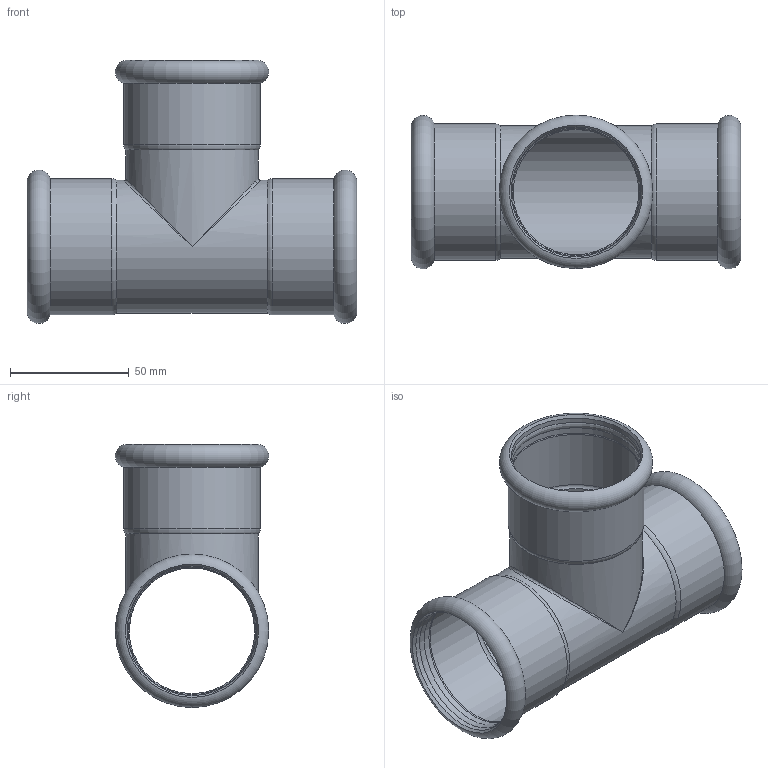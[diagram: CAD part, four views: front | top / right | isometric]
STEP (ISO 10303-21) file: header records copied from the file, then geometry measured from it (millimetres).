
FILE_DESCRIPTION(/* description */ ('TEE NORMALE De54'),/* implementation_level */ '2;1');
FILE_NAME(/* name */ '182054000_Inoxpres.stp',/* time_stamp */ '2022-10-11T09:53:58+02:00',/* author */ ('Vault'),/* organization */ ('Raccorderie metalliche s.p.a. '),/* preprocessor_version */ 'ST-DEVELOPER v18.1',/* originating_system */ 'Autodesk Inventor 2020',/* authorisation */ 'Raccorderie metalliche s.p.a. ');
FILE_SCHEMA (('AUTOMOTIVE_DESIGN { 1 0 10303 214 3 1 1 }'));
Length unit declared in the file: millimetre
Products named in the file (1): 182054000_Inoxpres
Bounding box: 139 x 64.76 x 110.98 mm (x, y, z)
Volume: 62125.9 mm3; surface area: 66645.3 mm2
Topology: 1 solids, 1 shells, 38 faces, 142 edges, 94 vertices
Faces by surface type: cylinder 16, torus 15, bspline 4, cone 3
Full cylindrical faces by diameter (mm): 53 x2, 54.5 x3, 54.7 x6, 56 x2, 57.5 x3
Entity records: 2093 total; most frequent: CARTESIAN_POINT 795, DIRECTION 307, ORIENTED_EDGE 268, AXIS2_PLACEMENT_3D 143, EDGE_CURVE 134, CIRCLE 103, VERTEX_POINT 94, FACE_OUTER_BOUND 38
